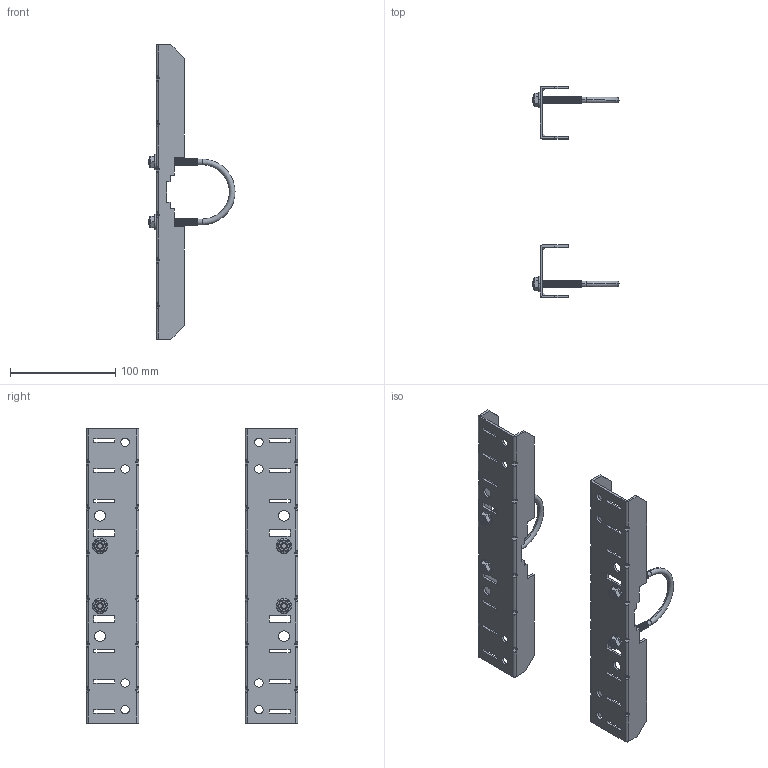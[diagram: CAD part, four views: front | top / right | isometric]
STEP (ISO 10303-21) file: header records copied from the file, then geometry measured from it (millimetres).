
FILE_DESCRIPTION (( 'STEP AP214' ), '1' );
FILE_NAME ('HGX-PMT16.STEP', '2012-11-08T21:17:40', ( 'x' ), ( '' ), 'SwSTEP 2.0', 'SolidWorks 2012', '' );
FILE_SCHEMA (( 'AUTOMOTIVE_DESIGN' ));
Length unit declared in the file: inch
Products named in the file (4): XFN-0007; XHW-UBLT04; 1BE04-006; HGX-PMT16
Assembly tree (8 placements, depth 2):
  HGX-PMT16
    1BE04-006  x2
    XHW-UBLT04  x2
    XFN-0007  x4
Bounding box: 81.74 x 200.73 x 279.4 mm (x, y, z)
Volume: 121926 mm3; surface area: 115575.5 mm2
Topology: 8 solids, 8 shells, 1568 faces, 3600 edges, 2080 vertices
Faces by surface type: cone 944, plane 374, cylinder 132, bspline 90, torus 28
Entity records: 32298 total; most frequent: CARTESIAN_POINT 7356, DIRECTION 3446, ORIENTED_EDGE 3420, EDGE_CURVE 1710, AXIS2_PLACEMENT_3D 1216, LINE 1014, VECTOR 1014, VERTEX_POINT 990
